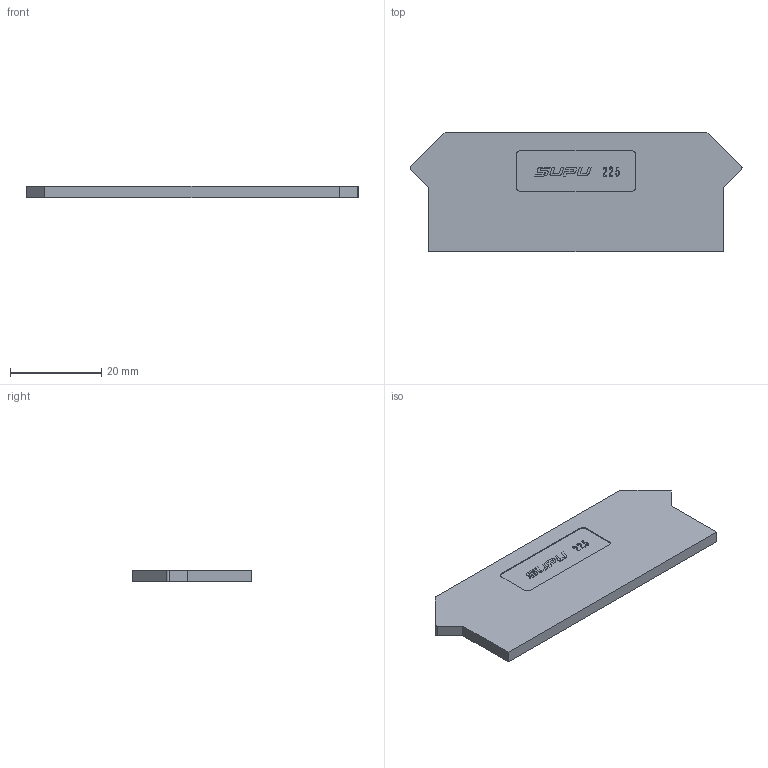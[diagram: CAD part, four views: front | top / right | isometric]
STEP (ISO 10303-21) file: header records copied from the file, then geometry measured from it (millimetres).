
FILE_DESCRIPTION(/* description */ (''),/* implementation_level */ '2;1');
FILE_NAME(/* name */ '225101.stp',/* time_stamp */ '2017-11-20T11:38:17+08:00',/* author */ (''),/* organization */ (''),/* preprocessor_version */ 'ST-DEVELOPER v14',/* originating_system */ 'SIEMENS PLM Software NX 8.0',/* authorisation */ '');
FILE_SCHEMA (('CONFIG_CONTROL_DESIGN'));
Length unit declared in the file: millimetre
Products named in the file (1): sp1190t1016_01
Bounding box: 72.93 x 26.2 x 2.6 mm (x, y, z)
Volume: 4422.4 mm3; surface area: 3936.3 mm2
Topology: 1 solids, 1 shells, 123 faces, 339 edges, 226 vertices
Faces by surface type: plane 73, extrusion 44, cylinder 6
Entity records: 4714 total; most frequent: CARTESIAN_POINT 1650, ORIENTED_EDGE 678, DIRECTION 467, EDGE_CURVE 339, VECTOR 283, LINE 239, VERTEX_POINT 226, B_SPLINE_CURVE_WITH_KNOTS 132
